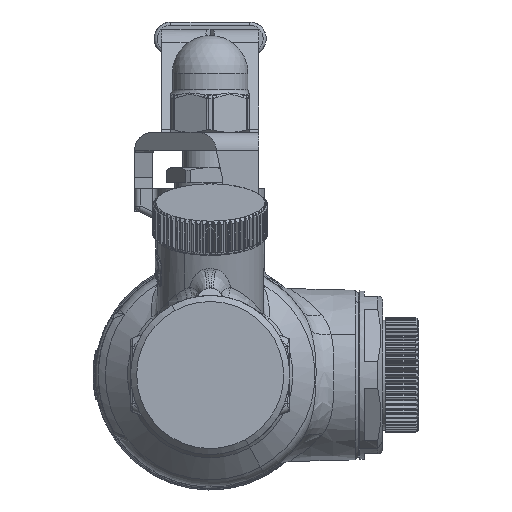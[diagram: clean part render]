
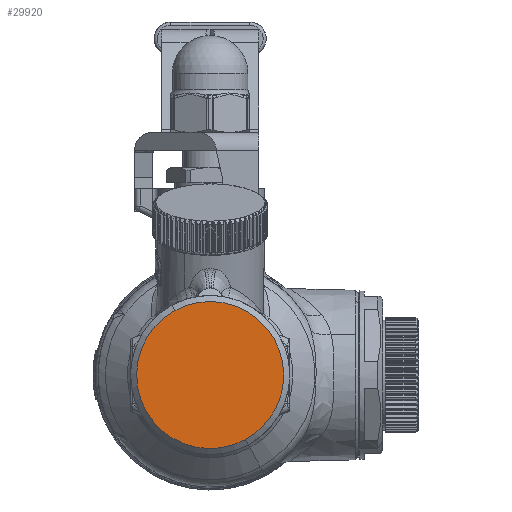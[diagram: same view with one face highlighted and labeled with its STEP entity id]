
A CAD part, left-side view. The second image highlights one B-rep face of the part: STEP entity #29920.
In plain terms, the highlighted planar face has unit normal (1, 0, 0).
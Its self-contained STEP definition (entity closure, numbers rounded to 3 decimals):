
#29863=CARTESIAN_POINT('Vertex',(-46.5,-5.825,-10.663)) ;
#29870=CARTESIAN_POINT('Vertex',(-46.5,5.825,10.663)) ;
#29873=CARTESIAN_POINT('Axis2P3D Location',(-46.5,0.,0.)) ;
#29890=CARTESIAN_POINT('Axis2P3D Location',(-46.5,0.,0.)) ;
#29894=CARTESIAN_POINT('Vertex',(-46.5,-12.15,0.)) ;
#29897=CARTESIAN_POINT('Axis2P3D Location',(-46.5,0.,0.)) ;
#29910=CARTESIAN_POINT('Axis2P3D Location',(-46.5,0.,12.15)) ;
#29874=DIRECTION('Axis2P3D Direction',(1.,0.,0.)) ;
#29891=DIRECTION('Axis2P3D Direction',(1.,-0.,0.)) ;
#29898=DIRECTION('Axis2P3D Direction',(1.,-0.,0.)) ;
#29911=DIRECTION('Axis2P3D Direction',(-1.,0.,0.)) ;
#29912=DIRECTION('Axis2P3D XDirection',(0.,1.,0.)) ;
#29875=AXIS2_PLACEMENT_3D('Circle Axis2P3D',#29873,#29874,$) ;
#29892=AXIS2_PLACEMENT_3D('Circle Axis2P3D',#29890,#29891,$) ;
#29899=AXIS2_PLACEMENT_3D('Circle Axis2P3D',#29897,#29898,$) ;
#29913=AXIS2_PLACEMENT_3D('Plane Axis2P3D',#29910,#29911,#29912) ;
#29916=ORIENTED_EDGE('',*,*,#29896,.F.) ;
#29917=ORIENTED_EDGE('',*,*,#29877,.F.) ;
#29918=ORIENTED_EDGE('',*,*,#29901,.F.) ;
#29920=ADVANCED_FACE('Sheet.1',(#29919),#29914,.F.) ;
#29876=CIRCLE('generated circle',#29875,12.15) ;
#29893=CIRCLE('generated circle',#29892,12.15) ;
#29900=CIRCLE('generated circle',#29899,12.15) ;
#29877=EDGE_CURVE('',#29871,#29864,#29876,.F.) ;
#29896=EDGE_CURVE('',#29864,#29895,#29893,.F.) ;
#29901=EDGE_CURVE('',#29895,#29871,#29900,.F.) ;
#29915=EDGE_LOOP('',(#29916,#29917,#29918)) ;
#29919=FACE_OUTER_BOUND('',#29915,.T.) ;
#29914=PLANE('',#29913) ;
#29864=VERTEX_POINT('',#29863) ;
#29871=VERTEX_POINT('',#29870) ;
#29895=VERTEX_POINT('',#29894) ;
